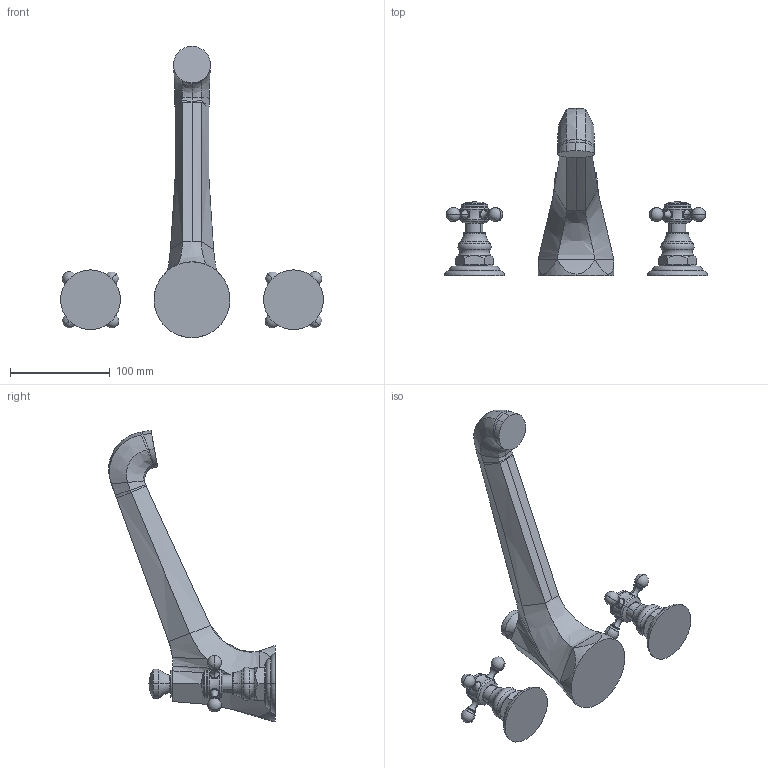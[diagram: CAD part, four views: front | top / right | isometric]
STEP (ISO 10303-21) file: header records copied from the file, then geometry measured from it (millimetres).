
FILE_DESCRIPTION((''),'2;1');
FILE_NAME('3-926','2021-03-16T10:57:59',('jinson.thomas'),(''),'CREO PARAMETRIC BY PTC INC, 2018400','CREO PARAMETRIC BY PTC INC, 2018400','');
FILE_SCHEMA(('CONFIG_CONTROL_DESIGN'));
Length unit declared in the file: inch
Products named in the file (1): 3-926
Bounding box: 263.14 x 166.95 x 291.69 mm (x, y, z)
Volume: 681507.8 mm3; surface area: 88639.1 mm2
Topology: 4 solids, 4 shells, 488 faces, 1108 edges, 637 vertices
Faces by surface type: plane 126, torus 104, cylinder 103, bspline 69, cone 46, sphere 32, extrusion 8
Entity records: 17179 total; most frequent: CARTESIAN_POINT 6644, DIRECTION 2230, ORIENTED_EDGE 2172, EDGE_CURVE 1086, AXIS2_PLACEMENT_3D 972, VERTEX_POINT 637, CIRCLE 561, EDGE_LOOP 519
